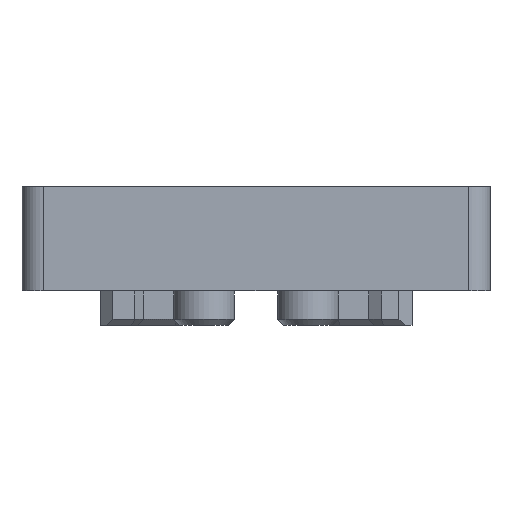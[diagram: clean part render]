
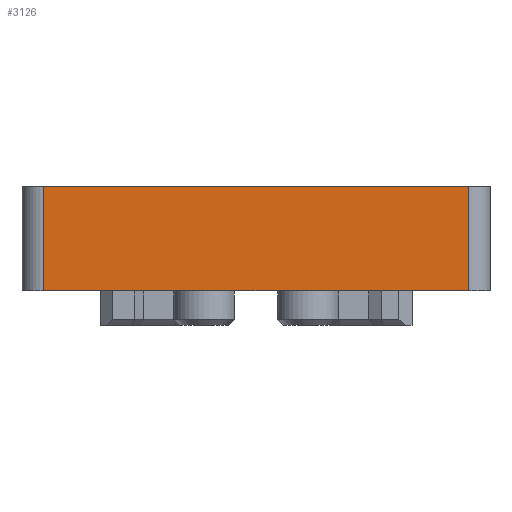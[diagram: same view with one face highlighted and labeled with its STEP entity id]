
A CAD part, front view. The second image highlights one B-rep face of the part: STEP entity #3126.
In plain terms, the highlighted planar face has unit normal (0, -1, 0).
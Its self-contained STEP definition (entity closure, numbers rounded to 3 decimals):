
#37=PLANE('',#3332);
#145=FACE_OUTER_BOUND('',#316,.T.);
#316=EDGE_LOOP('',(#2242,#2243,#2244,#2245));
#524=LINE('',#4685,#871);
#558=LINE('',#4768,#905);
#560=LINE('',#4772,#907);
#561=LINE('',#4773,#908);
#871=VECTOR('',#3708,10.);
#905=VECTOR('',#3768,10.);
#907=VECTOR('',#3772,10.);
#908=VECTOR('',#3773,10.);
#1357=VERTEX_POINT('',#4682);
#1358=VERTEX_POINT('',#4684);
#1394=VERTEX_POINT('',#4766);
#1395=VERTEX_POINT('',#4771);
#1681=EDGE_CURVE('',#1357,#1358,#524,.T.);
#1723=EDGE_CURVE('',#1394,#1357,#558,.T.);
#1725=EDGE_CURVE('',#1394,#1395,#560,.T.);
#1726=EDGE_CURVE('',#1358,#1395,#561,.T.);
#2242=ORIENTED_EDGE('',*,*,#1723,.F.);
#2243=ORIENTED_EDGE('',*,*,#1725,.T.);
#2244=ORIENTED_EDGE('',*,*,#1726,.F.);
#2245=ORIENTED_EDGE('',*,*,#1681,.F.);
#3126=ADVANCED_FACE('',(#145),#37,.T.);
#3332=AXIS2_PLACEMENT_3D('',#4770,#3770,#3771);
#3708=DIRECTION('',(1.,0.,0.));
#3768=DIRECTION('',(0.,0.,1.));
#3770=DIRECTION('center_axis',(0.,-1.,0.));
#3771=DIRECTION('ref_axis',(0.,0.,-1.));
#3772=DIRECTION('',(1.,0.,0.));
#3773=DIRECTION('',(0.,0.,-1.));
#4682=CARTESIAN_POINT('',(2.5,-12.,12.));
#4684=CARTESIAN_POINT('',(51.5,-12.,12.));
#4685=CARTESIAN_POINT('',(0.,-12.,12.));
#4766=CARTESIAN_POINT('',(2.5,-12.,0.));
#4768=CARTESIAN_POINT('',(2.5,-12.,9.));
#4770=CARTESIAN_POINT('Origin',(0.,-12.,12.));
#4771=CARTESIAN_POINT('',(51.5,-12.,0.));
#4772=CARTESIAN_POINT('',(0.,-12.,0.));
#4773=CARTESIAN_POINT('',(51.5,-12.,9.));
